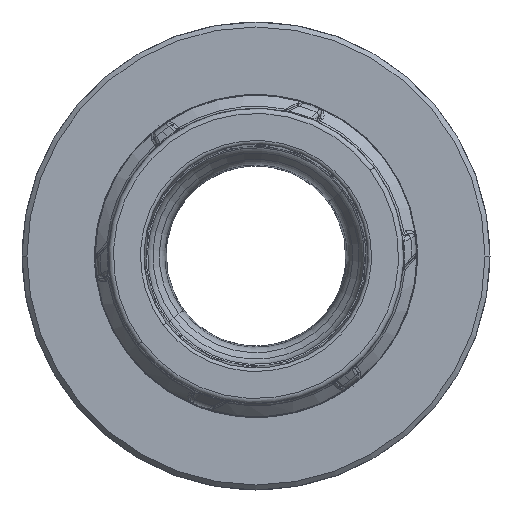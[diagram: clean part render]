
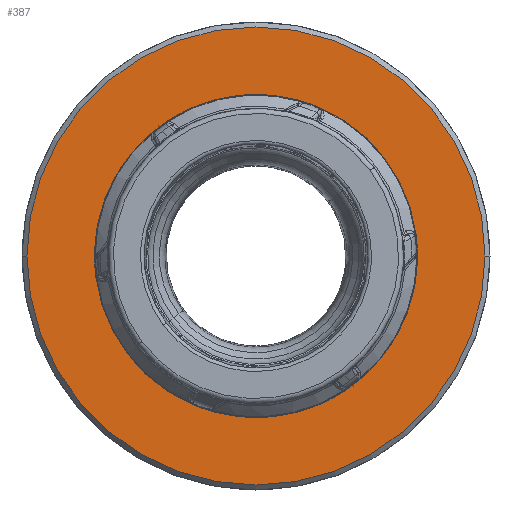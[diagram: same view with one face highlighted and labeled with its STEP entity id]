
A CAD part, front view. The second image highlights one B-rep face of the part: STEP entity #387.
In plain terms, the highlighted planar face has unit normal (0, -1, 0).
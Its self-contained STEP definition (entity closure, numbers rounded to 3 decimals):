
#387=ADVANCED_FACE('',(#1082,#1083),#1084,.T.);
#1082=FACE_BOUND('',#2108,.T.);
#1083=FACE_OUTER_BOUND('',#2109,.T.);
#1084=PLANE('',#2110);
#2108=EDGE_LOOP('',(#5044,#5045));
#2109=EDGE_LOOP('',(#5046,#5047));
#2110=AXIS2_PLACEMENT_3D('',#5048,#5049,#5050);
#5044=ORIENTED_EDGE('',*,*,#7685,.T.);
#5045=ORIENTED_EDGE('',*,*,#7677,.T.);
#5046=ORIENTED_EDGE('',*,*,#7686,.F.);
#5047=ORIENTED_EDGE('',*,*,#7673,.F.);
#5048=CARTESIAN_POINT('',(-28.201,0.,0.0));
#5049=DIRECTION('',(0.0,-1.0,0.0));
#5050=DIRECTION('',(0.0,0.0,-1.0));
#7673=EDGE_CURVE('',#8843,#8845,#8846,.T.);
#7677=EDGE_CURVE('',#8852,#8849,#8853,.T.);
#7685=EDGE_CURVE('',#8849,#8852,#8863,.T.);
#7686=EDGE_CURVE('',#8845,#8843,#8864,.T.);
#8843=VERTEX_POINT('',#10562);
#8845=VERTEX_POINT('',#10565);
#8846=CIRCLE('',#10566,31.8);
#8849=VERTEX_POINT('',#10570);
#8852=VERTEX_POINT('',#10574);
#8853=CIRCLE('',#10575,22.375);
#8863=CIRCLE('',#10586,22.375);
#8864=CIRCLE('',#10587,31.8);
#10562=CARTESIAN_POINT('',(31.8,0.,0.));
#10565=CARTESIAN_POINT('',(-31.8,0.,0.));
#10566=AXIS2_PLACEMENT_3D('',#13252,#13253,#13254);
#10570=CARTESIAN_POINT('',(22.375,0.,0.));
#10574=CARTESIAN_POINT('',(-22.375,0.,0.));
#10575=AXIS2_PLACEMENT_3D('',#13257,#13258,#13259);
#10586=AXIS2_PLACEMENT_3D('',#13273,#13274,#13275);
#10587=AXIS2_PLACEMENT_3D('',#13276,#13277,#13278);
#13252=CARTESIAN_POINT('',(0.0,0.,0.0));
#13253=DIRECTION('',(-0.0,1.0,0.0));
#13254=DIRECTION('',(1.0,0.0,0.0));
#13257=CARTESIAN_POINT('',(0.0,0.,0.0));
#13258=DIRECTION('',(0.0,1.0,0.0));
#13259=DIRECTION('',(-1.0,0.0,0.0));
#13273=CARTESIAN_POINT('',(0.0,0.,0.0));
#13274=DIRECTION('',(0.0,1.0,0.0));
#13275=DIRECTION('',(-1.0,0.0,0.0));
#13276=CARTESIAN_POINT('',(0.0,0.,0.0));
#13277=DIRECTION('',(-0.0,1.0,0.0));
#13278=DIRECTION('',(1.0,0.0,0.0));
